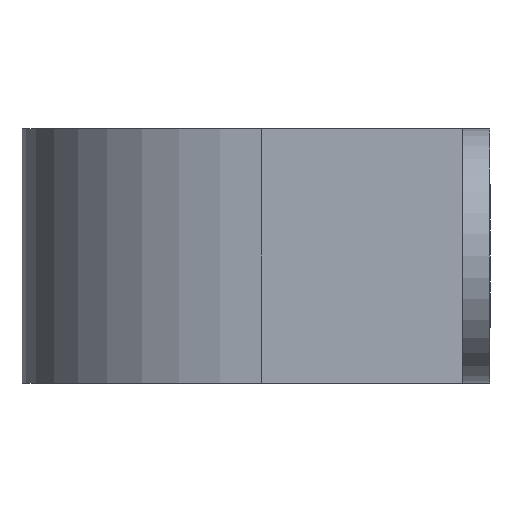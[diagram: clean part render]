
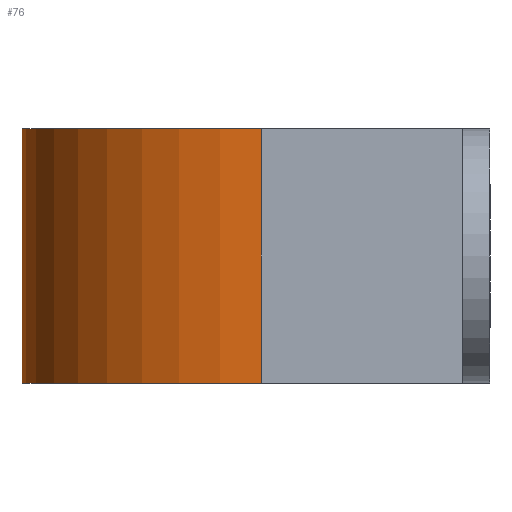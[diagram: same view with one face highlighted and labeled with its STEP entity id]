
A CAD part, left-side view. The second image highlights one B-rep face of the part: STEP entity #76.
In plain terms, the highlighted cylindrical face has radius 14.1 mm (diameter 28.2 mm), a partial arc.
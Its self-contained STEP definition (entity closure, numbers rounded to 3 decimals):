
#24 = EDGE_CURVE ( 'NONE', #692, #661, #745, .T. ) ;
#61 = ORIENTED_EDGE ( 'NONE', *, *, #489, .F. ) ;
#69 = DIRECTION ( 'NONE',  ( -1., 0., 0. ) ) ;
#74 = CYLINDRICAL_SURFACE ( 'NONE', #806, 14.1 ) ;
#76 = ADVANCED_FACE ( 'NONE', ( #430 ), #74, .T. ) ;
#88 = CARTESIAN_POINT ( 'NONE',  ( 14.1, 13.5, -7.5 ) ) ;
#95 = CARTESIAN_POINT ( 'NONE',  ( -14.1, 13.5, 7.5 ) ) ;
#105 = CARTESIAN_POINT ( 'NONE',  ( 14.1, 13.5, 7.5 ) ) ;
#181 = AXIS2_PLACEMENT_3D ( 'NONE', #600, #185, #344 ) ;
#185 = DIRECTION ( 'NONE',  ( 0., 0., 1. ) ) ;
#250 = DIRECTION ( 'NONE',  ( 0., 0., -1. ) ) ;
#255 = EDGE_CURVE ( 'NONE', #437, #528, #738, .T. ) ;
#344 = DIRECTION ( 'NONE',  ( 1., 0., 0. ) ) ;
#421 = VECTOR ( 'NONE', #475, 1000. ) ;
#430 = FACE_OUTER_BOUND ( 'NONE', #756, .T. ) ;
#433 = CARTESIAN_POINT ( 'NONE',  ( 0., 13.5, 7.5 ) ) ;
#437 = VERTEX_POINT ( 'NONE', #708 ) ;
#475 = DIRECTION ( 'NONE',  ( 0., 0., -1. ) ) ;
#489 = EDGE_CURVE ( 'NONE', #437, #692, #713, .T. ) ;
#528 = VERTEX_POINT ( 'NONE', #88 ) ;
#530 = CARTESIAN_POINT ( 'NONE',  ( -14.1, 13.5, 7.5 ) ) ;
#557 = DIRECTION ( 'NONE',  ( 0., 0., 1. ) ) ;
#582 = CIRCLE ( 'NONE', #181, 14.1 ) ;
#600 = CARTESIAN_POINT ( 'NONE',  ( 0., 13.5, -7.5 ) ) ;
#661 = VERTEX_POINT ( 'NONE', #833 ) ;
#692 = VERTEX_POINT ( 'NONE', #95 ) ;
#694 = DIRECTION ( 'NONE',  ( -1., 0., 0. ) ) ;
#700 = VECTOR ( 'NONE', #250, 1000. ) ;
#708 = CARTESIAN_POINT ( 'NONE',  ( 14.1, 13.5, 7.5 ) ) ;
#713 = CIRCLE ( 'NONE', #840, 14.1 ) ;
#737 = ORIENTED_EDGE ( 'NONE', *, *, #255, .T. ) ;
#738 = LINE ( 'NONE', #105, #700 ) ;
#745 = LINE ( 'NONE', #530, #421 ) ;
#756 = EDGE_LOOP ( 'NONE', ( #810, #877, #61, #737 ) ) ;
#774 = CARTESIAN_POINT ( 'NONE',  ( 0., 13.5, 7.5 ) ) ;
#806 = AXIS2_PLACEMENT_3D ( 'NONE', #433, #861, #69 ) ;
#810 = ORIENTED_EDGE ( 'NONE', *, *, #893, .T. ) ;
#833 = CARTESIAN_POINT ( 'NONE',  ( -14.1, 13.5, -7.5 ) ) ;
#840 = AXIS2_PLACEMENT_3D ( 'NONE', #774, #557, #694 ) ;
#861 = DIRECTION ( 'NONE',  ( 0., 0., -1. ) ) ;
#877 = ORIENTED_EDGE ( 'NONE', *, *, #24, .F. ) ;
#893 = EDGE_CURVE ( 'NONE', #528, #661, #582, .T. ) ;
